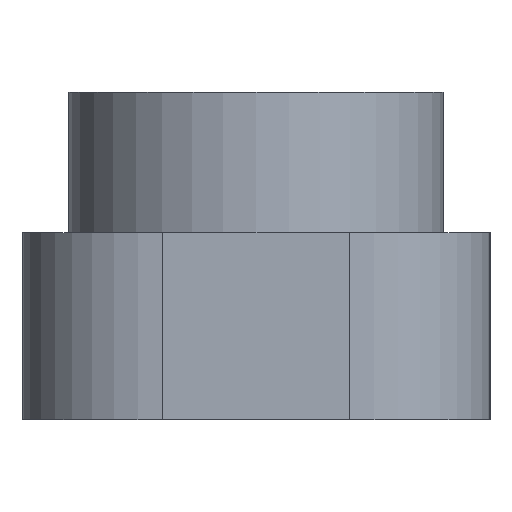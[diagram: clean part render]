
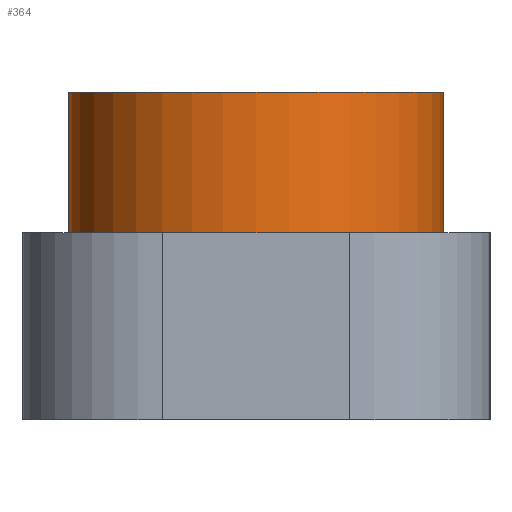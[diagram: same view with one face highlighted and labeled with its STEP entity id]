
A CAD part, left-side view. The second image highlights one B-rep face of the part: STEP entity #364.
In plain terms, the highlighted cylindrical face has radius 4 mm (diameter 8 mm), a full revolution.
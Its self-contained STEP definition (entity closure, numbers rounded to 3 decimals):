
#35=FACE_OUTER_BOUND('',#57,.T.);
#57=EDGE_LOOP('',(#250,#251,#252,#253));
#89=LINE('',#574,#115);
#115=VECTOR('',#453,4.);
#141=CIRCLE('',#401,4.);
#142=CIRCLE('',#402,4.);
#166=VERTEX_POINT('',#571);
#167=VERTEX_POINT('',#573);
#199=EDGE_CURVE('',#166,#166,#141,.T.);
#200=EDGE_CURVE('',#166,#167,#89,.T.);
#201=EDGE_CURVE('',#167,#167,#142,.T.);
#250=ORIENTED_EDGE('',*,*,#199,.F.);
#251=ORIENTED_EDGE('',*,*,#200,.T.);
#252=ORIENTED_EDGE('',*,*,#201,.F.);
#253=ORIENTED_EDGE('',*,*,#200,.F.);
#352=CYLINDRICAL_SURFACE('',#400,4.);
#364=ADVANCED_FACE('',(#35),#352,.T.);
#400=AXIS2_PLACEMENT_3D('',#570,#449,#450);
#401=AXIS2_PLACEMENT_3D('',#572,#451,#452);
#402=AXIS2_PLACEMENT_3D('',#575,#454,#455);
#449=DIRECTION('center_axis',(0.,0.,1.));
#450=DIRECTION('ref_axis',(1.,0.,0.));
#451=DIRECTION('center_axis',(0.,0.,1.));
#452=DIRECTION('ref_axis',(1.,0.,0.));
#453=DIRECTION('',(0.,0.,-1.));
#454=DIRECTION('center_axis',(0.,0.,-1.));
#455=DIRECTION('ref_axis',(1.,0.,0.));
#570=CARTESIAN_POINT('Origin',(-57.5,0.,0.));
#571=CARTESIAN_POINT('',(-61.5,0.,7.));
#572=CARTESIAN_POINT('Origin',(-57.5,0.,7.));
#573=CARTESIAN_POINT('',(-61.5,0.,4.));
#574=CARTESIAN_POINT('',(-61.5,0.,0.));
#575=CARTESIAN_POINT('Origin',(-57.5,0.,4.));
